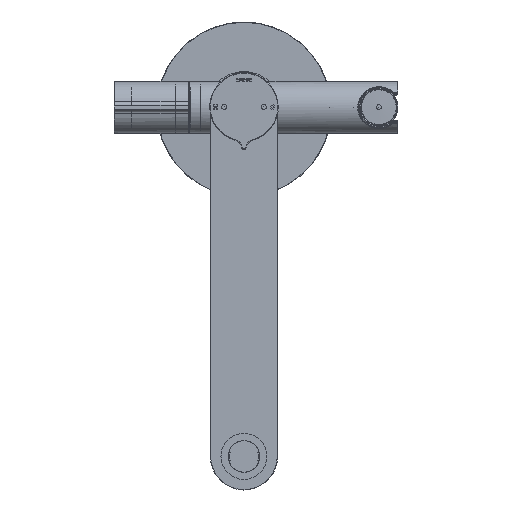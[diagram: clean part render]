
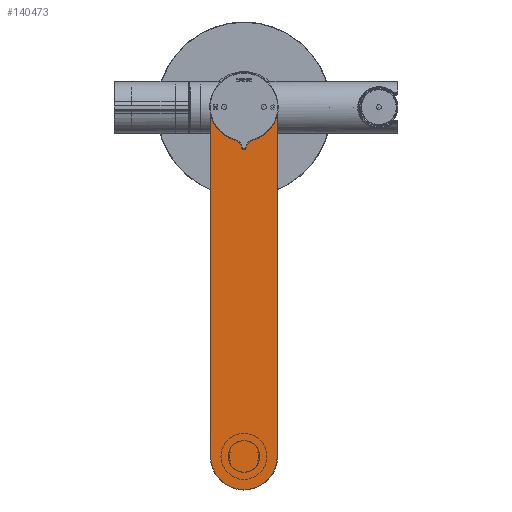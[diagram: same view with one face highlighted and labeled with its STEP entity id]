
A CAD part, top view. The second image highlights one B-rep face of the part: STEP entity #140473.
In plain terms, the highlighted planar face has unit normal (0, 0, 1).
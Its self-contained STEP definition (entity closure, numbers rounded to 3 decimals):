
#10300=CIRCLE('',#147650,21.);
#10301=CIRCLE('',#147651,21.);
#10302=CIRCLE('',#147652,19.3);
#16387=LINE('',#246524,#22449);
#16388=LINE('',#246528,#22450);
#22449=VECTOR('',#167890,1000.);
#22450=VECTOR('',#167893,1000.);
#53553=ORIENTED_EDGE('',*,*,#69206,.T.);
#53554=ORIENTED_EDGE('',*,*,#69207,.T.);
#53555=ORIENTED_EDGE('',*,*,#69208,.T.);
#53556=ORIENTED_EDGE('',*,*,#69209,.T.);
#53557=ORIENTED_EDGE('',*,*,#69210,.T.);
#69206=EDGE_CURVE('',#79494,#79495,#10300,.F.);
#69207=EDGE_CURVE('',#79495,#79496,#16387,.T.);
#69208=EDGE_CURVE('',#79496,#79497,#10301,.F.);
#69209=EDGE_CURVE('',#79497,#79494,#16388,.F.);
#69210=EDGE_CURVE('',#79498,#79498,#10302,.T.);
#79494=VERTEX_POINT('',#246522);
#79495=VERTEX_POINT('',#246523);
#79496=VERTEX_POINT('',#246525);
#79497=VERTEX_POINT('',#246527);
#79498=VERTEX_POINT('',#246530);
#87464=EDGE_LOOP('',(#53553,#53554,#53555,#53556));
#87465=EDGE_LOOP('',(#53557));
#94850=FACE_BOUND('',#87464,.T.);
#94851=FACE_BOUND('',#87465,.T.);
#99353=PLANE('',#147649);
#140473=ADVANCED_FACE('',(#94850,#94851),#99353,.F.);
#147649=AXIS2_PLACEMENT_3D('',#246520,#167886,#167887);
#147650=AXIS2_PLACEMENT_3D('',#246521,#167888,#167889);
#147651=AXIS2_PLACEMENT_3D('',#246526,#167891,#167892);
#147652=AXIS2_PLACEMENT_3D('',#246529,#167894,#167895);
#167886=DIRECTION('',(0.,0.,-1.));
#167887=DIRECTION('',(-1.,0.,0.));
#167888=DIRECTION('',(0.,0.,-1.));
#167889=DIRECTION('',(-1.,0.,0.));
#167890=DIRECTION('',(-1.,0.,0.));
#167891=DIRECTION('',(0.,0.,-1.));
#167892=DIRECTION('',(-1.,0.,0.));
#167893=DIRECTION('',(-1.,0.,0.));
#167894=DIRECTION('',(0.,0.,-1.));
#167895=DIRECTION('',(-1.,0.,0.));
#246520=CARTESIAN_POINT('',(0.,0.,
116.));
#246521=CARTESIAN_POINT('',(220.,0.,116.));
#246522=CARTESIAN_POINT('',(220.,-21.,116.));
#246523=CARTESIAN_POINT('',(220.,21.,116.));
#246524=CARTESIAN_POINT('',(0.,21.,116.));
#246525=CARTESIAN_POINT('',(0.,21.,116.));
#246526=CARTESIAN_POINT('',(0.,0.,116.));
#246527=CARTESIAN_POINT('',(0.,-21.,116.));
#246528=CARTESIAN_POINT('',(220.,-21.,116.));
#246529=CARTESIAN_POINT('',(0.,0.,116.));
#246530=CARTESIAN_POINT('',(-19.3,0.,116.));
